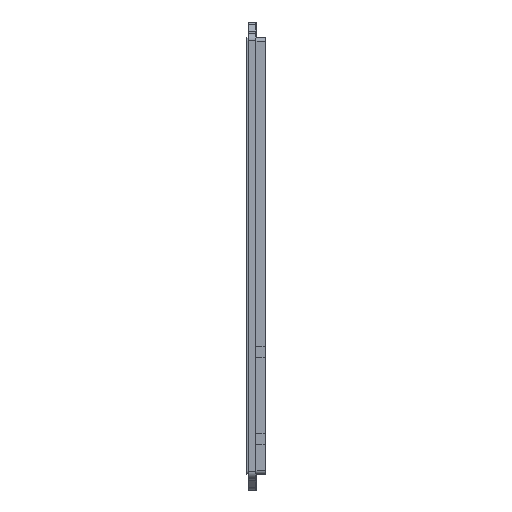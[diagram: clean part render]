
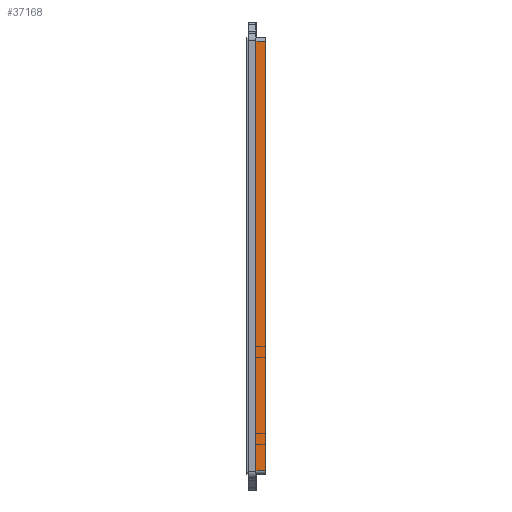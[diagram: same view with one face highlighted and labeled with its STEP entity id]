
A CAD part, left-side view. The second image highlights one B-rep face of the part: STEP entity #37168.
In plain terms, the highlighted planar face has unit normal (-1, 0, 0).
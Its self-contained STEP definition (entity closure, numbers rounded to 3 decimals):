
#210=PLANE('',#39104);
#1350=FACE_OUTER_BOUND('',#3264,.T.);
#3264=EDGE_LOOP('',(#24911,#24912,#24913,#24914));
#5363=LINE('',#53705,#9555);
#5376=LINE('',#53744,#9568);
#5377=LINE('',#53746,#9569);
#5378=LINE('',#53747,#9570);
#9555=VECTOR('',#42567,10.);
#9568=VECTOR('',#42606,10.);
#9569=VECTOR('',#42609,10.);
#9570=VECTOR('',#42610,10.);
#15305=VERTEX_POINT('',#53701);
#15307=VERTEX_POINT('',#53704);
#15319=VERTEX_POINT('',#53740);
#15320=VERTEX_POINT('',#53742);
#19134=EDGE_CURVE('',#15307,#15305,#5363,.T.);
#19154=EDGE_CURVE('',#15320,#15319,#5376,.T.);
#19155=EDGE_CURVE('',#15319,#15305,#5377,.T.);
#19156=EDGE_CURVE('',#15307,#15320,#5378,.T.);
#24911=ORIENTED_EDGE('',*,*,#19155,.F.);
#24912=ORIENTED_EDGE('',*,*,#19154,.F.);
#24913=ORIENTED_EDGE('',*,*,#19156,.F.);
#24914=ORIENTED_EDGE('',*,*,#19134,.T.);
#37168=ADVANCED_FACE('',(#1350),#210,.F.);
#39104=AXIS2_PLACEMENT_3D('',#53745,#42607,#42608);
#42567=DIRECTION('',(0.,-1.,0.));
#42606=DIRECTION('',(0.,-1.,0.));
#42607=DIRECTION('center_axis',(1.,0.,0.));
#42608=DIRECTION('ref_axis',(0.,0.,1.));
#42609=DIRECTION('',(0.,0.,-1.));
#42610=DIRECTION('',(0.,0.,1.));
#53701=CARTESIAN_POINT('',(-173.831,-5.,-58.531));
#53704=CARTESIAN_POINT('',(-173.831,-2.5,-58.531));
#53705=CARTESIAN_POINT('',(-173.831,-2.5,-58.531));
#53740=CARTESIAN_POINT('',(-173.831,-5.,58.531));
#53742=CARTESIAN_POINT('',(-173.831,-2.5,58.531));
#53744=CARTESIAN_POINT('',(-173.831,-2.5,58.531));
#53745=CARTESIAN_POINT('Origin',(-173.831,-2.5,-58.531));
#53746=CARTESIAN_POINT('',(-173.831,-5.,-29.266));
#53747=CARTESIAN_POINT('',(-173.831,-2.5,-29.266));
